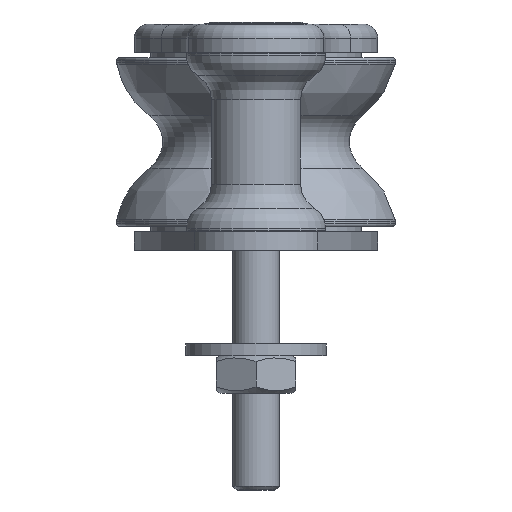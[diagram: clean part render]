
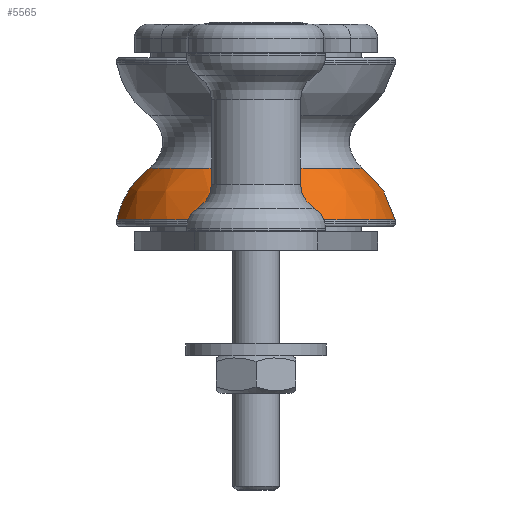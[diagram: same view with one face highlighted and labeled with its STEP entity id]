
A CAD part, left-side view. The second image highlights one B-rep face of the part: STEP entity #5565.
In plain terms, the highlighted free-form (B-spline) face has degree [2, 2] with [3, 9] control points.
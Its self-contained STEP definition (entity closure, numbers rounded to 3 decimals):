
#24=(
BOUNDED_SURFACE()
B_SPLINE_SURFACE(2,2,((#10073,#10074,#10075,#10076,#10077,#10078,#10079,
#10080,#10081),(#10082,#10083,#10084,#10085,#10086,#10087,#10088,#10089,
#10090),(#10091,#10092,#10093,#10094,#10095,#10096,#10097,#10098,#10099)),
 .UNSPECIFIED.,.F.,.T.,.F.)
B_SPLINE_SURFACE_WITH_KNOTS((3,3),(3,2,2,2,3),(0.19,0.929),
(-3.142,-1.571,0.,1.571,3.142),
 .UNSPECIFIED.)
GEOMETRIC_REPRESENTATION_ITEM()
RATIONAL_B_SPLINE_SURFACE(((1.,0.707,1.,0.707,1.,
0.707,1.,0.707,1.),(0.933,0.659,
0.933,0.659,0.933,0.659,
0.933,0.659,0.933),(1.,0.707,
1.,0.707,1.,0.707,1.,0.707,1.)))
REPRESENTATION_ITEM('')
SURFACE()
);
#598=(
BOUNDED_CURVE()
B_SPLINE_CURVE(2,(#10104,#10105,#10106),.UNSPECIFIED.,.F.,.F.)
B_SPLINE_CURVE_WITH_KNOTS((3,3),(-0.929,-0.19),
 .UNSPECIFIED.)
CURVE()
GEOMETRIC_REPRESENTATION_ITEM()
RATIONAL_B_SPLINE_CURVE((1.,0.933,1.))
REPRESENTATION_ITEM('')
);
#1381=FACE_OUTER_BOUND('',#2010,.T.);
#2010=EDGE_LOOP('',(#4947,#4948,#4949,#4950,#4951,#4952));
#2407=CIRCLE('',#6308,29.714);
#2408=CIRCLE('',#6309,29.714);
#2409=CIRCLE('',#6310,22.811);
#2410=CIRCLE('',#6311,22.811);
#2935=VERTEX_POINT('',#10069);
#2936=VERTEX_POINT('',#10070);
#2937=VERTEX_POINT('',#10100);
#2938=VERTEX_POINT('',#10101);
#3615=EDGE_CURVE('',#2935,#2936,#2407,.T.);
#3616=EDGE_CURVE('',#2936,#2935,#2408,.T.);
#3617=EDGE_CURVE('',#2937,#2938,#2409,.T.);
#3618=EDGE_CURVE('',#2938,#2937,#2410,.T.);
#3619=EDGE_CURVE('',#2938,#2936,#598,.T.);
#4947=ORIENTED_EDGE('',*,*,#3617,.F.);
#4948=ORIENTED_EDGE('',*,*,#3618,.F.);
#4949=ORIENTED_EDGE('',*,*,#3619,.T.);
#4950=ORIENTED_EDGE('',*,*,#3616,.T.);
#4951=ORIENTED_EDGE('',*,*,#3615,.T.);
#4952=ORIENTED_EDGE('',*,*,#3619,.F.);
#5565=ADVANCED_FACE('',(#1381),#24,.F.);
#6308=AXIS2_PLACEMENT_3D('',#10071,#7990,#7991);
#6309=AXIS2_PLACEMENT_3D('',#10072,#7992,#7993);
#6310=AXIS2_PLACEMENT_3D('',#10102,#7994,#7995);
#6311=AXIS2_PLACEMENT_3D('',#10103,#7996,#7997);
#7990=DIRECTION('center_axis',(0.,0.,
1.));
#7991=DIRECTION('ref_axis',(1.,0.,0.));
#7992=DIRECTION('center_axis',(0.,0.,
1.));
#7993=DIRECTION('ref_axis',(1.,0.,0.));
#7994=DIRECTION('center_axis',(0.,0.,
1.));
#7995=DIRECTION('ref_axis',(1.,0.,0.));
#7996=DIRECTION('center_axis',(0.,0.,
1.));
#7997=DIRECTION('ref_axis',(1.,0.,0.));
#10069=CARTESIAN_POINT('',(-295.286,0.,2.529));
#10070=CARTESIAN_POINT('',(-325.,29.714,2.529));
#10071=CARTESIAN_POINT('Origin',(-325.,0.,2.529));
#10072=CARTESIAN_POINT('Origin',(-325.,0.,2.529));
#10073=CARTESIAN_POINT('Ctrl Pts',(-325.,29.714,2.529));
#10074=CARTESIAN_POINT('Ctrl Pts',(-354.714,29.714,2.529));
#10075=CARTESIAN_POINT('Ctrl Pts',(-354.714,0.,
2.529));
#10076=CARTESIAN_POINT('Ctrl Pts',(-354.714,-29.714,
2.529));
#10077=CARTESIAN_POINT('Ctrl Pts',(-325.,-29.714,2.529));
#10078=CARTESIAN_POINT('Ctrl Pts',(-295.286,-29.714,
2.529));
#10079=CARTESIAN_POINT('Ctrl Pts',(-295.286,0.,
2.529));
#10080=CARTESIAN_POINT('Ctrl Pts',(-295.286,29.714,2.529));
#10081=CARTESIAN_POINT('Ctrl Pts',(-325.,29.714,2.529));
#10082=CARTESIAN_POINT('Ctrl Pts',(-325.,28.394,9.371));
#10083=CARTESIAN_POINT('Ctrl Pts',(-353.394,28.394,9.371));
#10084=CARTESIAN_POINT('Ctrl Pts',(-353.394,0.,
9.371));
#10085=CARTESIAN_POINT('Ctrl Pts',(-353.394,-28.394,
9.371));
#10086=CARTESIAN_POINT('Ctrl Pts',(-325.,-28.394,9.371));
#10087=CARTESIAN_POINT('Ctrl Pts',(-296.606,-28.394,
9.371));
#10088=CARTESIAN_POINT('Ctrl Pts',(-296.606,0.,
9.371));
#10089=CARTESIAN_POINT('Ctrl Pts',(-296.606,28.394,9.371));
#10090=CARTESIAN_POINT('Ctrl Pts',(-325.,28.394,9.371));
#10091=CARTESIAN_POINT('Ctrl Pts',(-325.,22.811,13.542));
#10092=CARTESIAN_POINT('Ctrl Pts',(-347.811,22.811,13.542));
#10093=CARTESIAN_POINT('Ctrl Pts',(-347.811,0.,
13.542));
#10094=CARTESIAN_POINT('Ctrl Pts',(-347.811,-22.811,13.542));
#10095=CARTESIAN_POINT('Ctrl Pts',(-325.,-22.811,13.542));
#10096=CARTESIAN_POINT('Ctrl Pts',(-302.189,-22.811,13.542));
#10097=CARTESIAN_POINT('Ctrl Pts',(-302.189,0.,
13.542));
#10098=CARTESIAN_POINT('Ctrl Pts',(-302.189,22.811,13.542));
#10099=CARTESIAN_POINT('Ctrl Pts',(-325.,22.811,13.542));
#10100=CARTESIAN_POINT('',(-302.189,0.,13.542));
#10101=CARTESIAN_POINT('',(-325.,22.811,13.542));
#10102=CARTESIAN_POINT('Origin',(-325.,0.,13.542));
#10103=CARTESIAN_POINT('Origin',(-325.,0.,13.542));
#10104=CARTESIAN_POINT('Ctrl Pts',(-325.,22.811,13.542));
#10105=CARTESIAN_POINT('Ctrl Pts',(-325.,28.394,9.371));
#10106=CARTESIAN_POINT('Ctrl Pts',(-325.,29.714,2.529));
